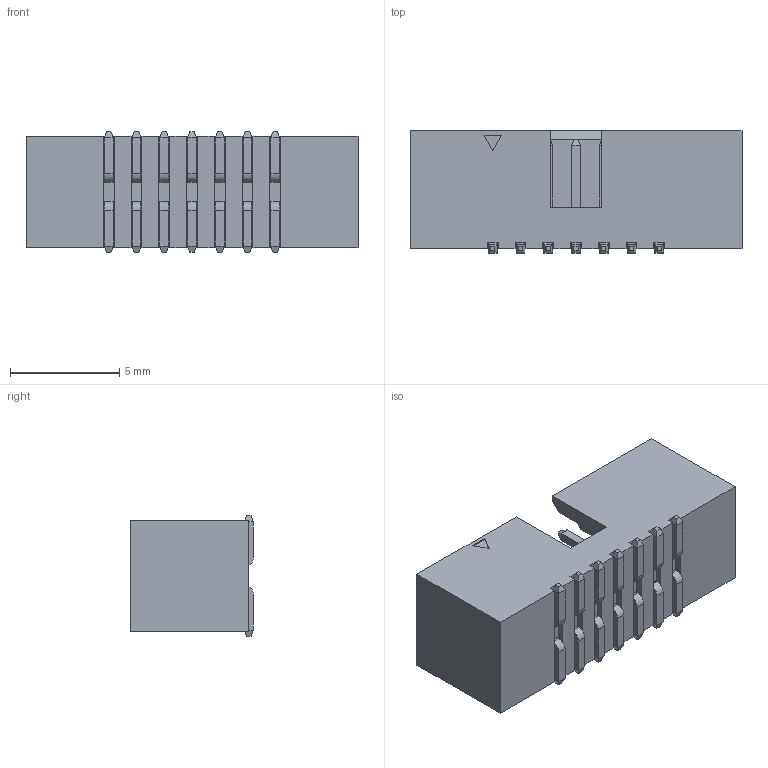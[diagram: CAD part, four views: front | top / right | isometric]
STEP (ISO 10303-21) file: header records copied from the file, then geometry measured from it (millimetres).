
FILE_DESCRIPTION (( 'STEP AP214' ), '1' );
FILE_NAME ('3220-14-0300-00.STEP', '2024-06-23T19:15:02', ( '' ), ( '' ), 'SwSTEP 2.0', 'SolidWorks 2021', '' );
FILE_SCHEMA (( 'AUTOMOTIVE_DESIGN' ));
Length unit declared in the file: millimetre
Products named in the file (4): Pin^3220-xx-0300-00; MirrorPin^3220-xx-0300-00; 3220-xx-0300-00 body_14; 3220-14-0300-00
Assembly tree (15 placements, depth 2):
  3220-14-0300-00
    3220-xx-0300-00 body_14
    Pin^3220-xx-0300-00  x7
    MirrorPin^3220-xx-0300-00  x7
Bounding box: 15.19 x 5.6 x 5.5 mm (x, y, z)
Volume: 237.6 mm3; surface area: 684.3 mm2
Topology: 15 solids, 15 shells, 345 faces, 826 edges, 512 vertices
Faces by surface type: plane 331, cylinder 14
Entity records: 4626 total; most frequent: CARTESIAN_POINT 789, ORIENTED_EDGE 764, DIRECTION 704, EDGE_CURVE 382, LINE 378, VECTOR 378, VERTEX_POINT 248, EDGE_LOOP 170
